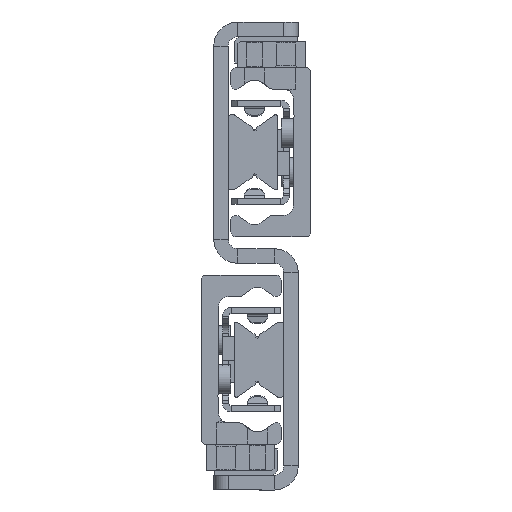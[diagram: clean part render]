
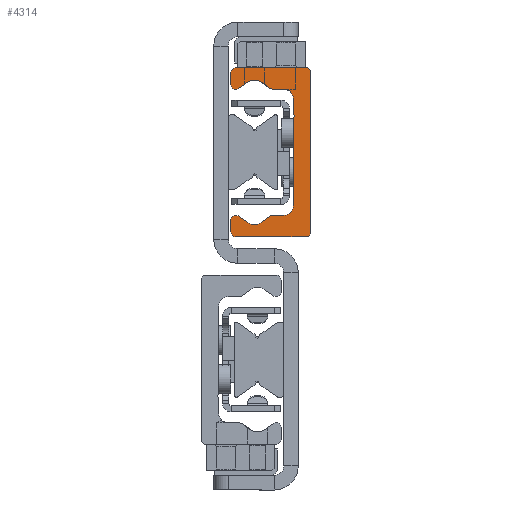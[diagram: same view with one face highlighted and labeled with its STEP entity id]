
A CAD part, left-side view. The second image highlights one B-rep face of the part: STEP entity #4314.
In plain terms, the highlighted planar face has unit normal (-1, 0, 0).
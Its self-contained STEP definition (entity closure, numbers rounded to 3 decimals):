
#3138=CARTESIAN_POINT('',(0.0,4.75,-11.1));
#3139=VERTEX_POINT('',#3138);
#3146=CARTESIAN_POINT('',(0.0,2.75,-13.1));
#3147=VERTEX_POINT('',#3146);
#3148=CARTESIAN_POINT('',(0.0,2.75,-11.1));
#3149=DIRECTION('',(-1.0,0.0,0.0));
#3150=DIRECTION('',(0.0,0.0,1.0));
#3151=AXIS2_PLACEMENT_3D('',#3148,#3149,#3150);
#3152=CIRCLE('',#3151,2.);
#3153=EDGE_CURVE('',#3139,#3147,#3152,.T.);
#3342=CARTESIAN_POINT('',(0.0,-0.14,-13.281));
#3343=VERTEX_POINT('',#3342);
#3350=CARTESIAN_POINT('',(0.0,-1.916,-14.524));
#3351=VERTEX_POINT('',#3350);
#3352=CARTESIAN_POINT('',(0.0,-0.14,-13.281));
#3353=DIRECTION('',(0.0,-0.819,-0.574));
#3354=VECTOR('',#3353,2.168);
#3355=LINE('',#3352,#3354);
#3356=EDGE_CURVE('',#3343,#3351,#3355,.T.);
#3481=CARTESIAN_POINT('',(0.0,8.25,16.85));
#3482=VERTEX_POINT('',#3481);
#3489=CARTESIAN_POINT('',(0.0,7.6,17.5));
#3490=VERTEX_POINT('',#3489);
#3491=CARTESIAN_POINT('',(0.0,7.6,16.85));
#3492=DIRECTION('',(1.0,0.0,0.0));
#3493=DIRECTION('',(0.0,1.0,0.0));
#3494=AXIS2_PLACEMENT_3D('',#3491,#3492,#3493);
#3495=CIRCLE('',#3494,0.65);
#3496=EDGE_CURVE('',#3482,#3490,#3495,.T.);
#3520=CARTESIAN_POINT('',(0.0,8.25,-16.85));
#3521=VERTEX_POINT('',#3520);
#3528=CARTESIAN_POINT('',(0.0,8.25,-16.85));
#3529=DIRECTION('',(0.0,0.0,1.0));
#3530=VECTOR('',#3529,33.7);
#3531=LINE('',#3528,#3530);
#3532=EDGE_CURVE('',#3521,#3482,#3531,.T.);
#3579=CARTESIAN_POINT('',(0.0,7.6,-17.5));
#3580=VERTEX_POINT('',#3579);
#3587=CARTESIAN_POINT('',(0.0,7.6,-16.85));
#3588=DIRECTION('',(1.0,0.0,0.0));
#3589=DIRECTION('',(0.0,0.0,-1.0));
#3590=AXIS2_PLACEMENT_3D('',#3587,#3588,#3589);
#3591=CIRCLE('',#3590,0.65);
#3592=EDGE_CURVE('',#3580,#3521,#3591,.T.);
#3611=CARTESIAN_POINT('',(0.0,-7.25,-17.5));
#3612=VERTEX_POINT('',#3611);
#3619=CARTESIAN_POINT('',(0.0,-7.25,-17.5));
#3620=DIRECTION('',(0.0,1.0,0.0));
#3621=VECTOR('',#3620,14.85);
#3622=LINE('',#3619,#3621);
#3623=EDGE_CURVE('',#3612,#3580,#3622,.T.);
#3655=CARTESIAN_POINT('',(0.0,-8.25,-16.5));
#3656=VERTEX_POINT('',#3655);
#3663=CARTESIAN_POINT('',(0.0,-7.25,-16.5));
#3664=DIRECTION('',(1.0,0.0,0.0));
#3665=DIRECTION('',(0.0,-1.0,0.0));
#3666=AXIS2_PLACEMENT_3D('',#3663,#3664,#3665);
#3667=CIRCLE('',#3666,1.);
#3668=EDGE_CURVE('',#3656,#3612,#3667,.T.);
#3687=CARTESIAN_POINT('',(0.0,-8.25,-13.98));
#3688=VERTEX_POINT('',#3687);
#3695=CARTESIAN_POINT('',(0.0,-8.25,-13.98));
#3696=DIRECTION('',(0.0,0.0,-1.0));
#3697=VECTOR('',#3696,2.52);
#3698=LINE('',#3695,#3697);
#3699=EDGE_CURVE('',#3688,#3656,#3698,.T.);
#3719=CARTESIAN_POINT('',(0.0,-6.708,-13.177));
#3720=VERTEX_POINT('',#3719);
#3727=CARTESIAN_POINT('',(0.0,-7.27,-13.98));
#3728=DIRECTION('',(1.0,0.0,0.0));
#3729=DIRECTION('',(0.0,0.574,0.819));
#3730=AXIS2_PLACEMENT_3D('',#3727,#3728,#3729);
#3731=CIRCLE('',#3730,0.98);
#3732=EDGE_CURVE('',#3720,#3688,#3731,.T.);
#3744=CARTESIAN_POINT('',(0.0,-4.784,-14.524));
#3745=VERTEX_POINT('',#3744);
#3752=CARTESIAN_POINT('',(0.0,-4.784,-14.524));
#3753=DIRECTION('',(0.0,-0.819,0.574));
#3754=VECTOR('',#3753,2.349);
#3755=LINE('',#3752,#3754);
#3756=EDGE_CURVE('',#3745,#3720,#3755,.T.);
#3778=CARTESIAN_POINT('',(0.0,-3.35,-12.477));
#3779=DIRECTION('',(-1.0,0.0,0.0));
#3780=DIRECTION('',(0.0,0.574,0.819));
#3781=AXIS2_PLACEMENT_3D('',#3778,#3779,#3780);
#3782=CIRCLE('',#3781,2.5);
#3783=EDGE_CURVE('',#3351,#3745,#3782,.T.);
#3803=CARTESIAN_POINT('',(0.0,0.433,-13.1));
#3804=VERTEX_POINT('',#3803);
#3811=CARTESIAN_POINT('',(0.0,0.433,-14.1));
#3812=DIRECTION('',(1.0,0.0,0.0));
#3813=DIRECTION('',(0.0,0.0,1.0));
#3814=AXIS2_PLACEMENT_3D('',#3811,#3812,#3813);
#3815=CIRCLE('',#3814,1.);
#3816=EDGE_CURVE('',#3804,#3343,#3815,.T.);
#3831=CARTESIAN_POINT('',(0.0,2.75,-13.1));
#3832=DIRECTION('',(0.0,-1.0,0.0));
#3833=VECTOR('',#3832,2.317);
#3834=LINE('',#3831,#3833);
#3835=EDGE_CURVE('',#3147,#3804,#3834,.T.);
#3861=CARTESIAN_POINT('',(0.0,4.75,-7.75));
#3862=VERTEX_POINT('',#3861);
#3869=CARTESIAN_POINT('',(0.0,4.75,-7.75));
#3870=DIRECTION('',(0.0,0.0,-1.0));
#3871=VECTOR('',#3870,3.35);
#3872=LINE('',#3869,#3871);
#3873=EDGE_CURVE('',#3862,#3139,#3872,.T.);
#3893=CARTESIAN_POINT('',(0.0,4.75,-7.25));
#3894=VERTEX_POINT('',#3893);
#3901=CARTESIAN_POINT('',(0.0,4.75,-7.5));
#3902=DIRECTION('',(-1.0,0.0,0.0));
#3903=DIRECTION('',(0.0,0.0,1.0));
#3904=AXIS2_PLACEMENT_3D('',#3901,#3902,#3903);
#3905=CIRCLE('',#3904,0.25);
#3906=EDGE_CURVE('',#3894,#3862,#3905,.T.);
#3925=CARTESIAN_POINT('',(0.0,4.75,11.1));
#3926=VERTEX_POINT('',#3925);
#3933=CARTESIAN_POINT('',(0.0,4.75,11.1));
#3934=DIRECTION('',(0.0,0.0,-1.0));
#3935=VECTOR('',#3934,18.35);
#3936=LINE('',#3933,#3935);
#3937=EDGE_CURVE('',#3926,#3894,#3936,.T.);
#3984=CARTESIAN_POINT('',(0.0,2.75,13.1));
#3985=VERTEX_POINT('',#3984);
#3992=CARTESIAN_POINT('',(0.0,2.75,11.1));
#3993=DIRECTION('',(-1.0,0.0,0.0));
#3994=DIRECTION('',(0.0,-1.0,0.0));
#3995=AXIS2_PLACEMENT_3D('',#3992,#3993,#3994);
#3996=CIRCLE('',#3995,2.);
#3997=EDGE_CURVE('',#3985,#3926,#3996,.T.);
#4016=CARTESIAN_POINT('',(0.0,0.433,13.1));
#4017=VERTEX_POINT('',#4016);
#4024=CARTESIAN_POINT('',(0.0,0.433,13.1));
#4025=DIRECTION('',(0.0,1.0,0.0));
#4026=VECTOR('',#4025,2.317);
#4027=LINE('',#4024,#4026);
#4028=EDGE_CURVE('',#4017,#3985,#4027,.T.);
#4048=CARTESIAN_POINT('',(0.0,-0.14,13.281));
#4049=VERTEX_POINT('',#4048);
#4056=CARTESIAN_POINT('',(0.0,0.433,14.1));
#4057=DIRECTION('',(1.0,0.0,0.0));
#4058=DIRECTION('',(0.0,-0.574,-0.819));
#4059=AXIS2_PLACEMENT_3D('',#4056,#4057,#4058);
#4060=CIRCLE('',#4059,1.);
#4061=EDGE_CURVE('',#4049,#4017,#4060,.T.);
#4080=CARTESIAN_POINT('',(0.0,-1.916,14.524));
#4081=VERTEX_POINT('',#4080);
#4088=CARTESIAN_POINT('',(0.0,-1.916,14.524));
#4089=DIRECTION('',(0.0,0.819,-0.574));
#4090=VECTOR('',#4089,2.168);
#4091=LINE('',#4088,#4090);
#4092=EDGE_CURVE('',#4081,#4049,#4091,.T.);
#4112=CARTESIAN_POINT('',(0.0,-4.784,14.524));
#4113=VERTEX_POINT('',#4112);
#4120=CARTESIAN_POINT('',(0.0,-3.35,12.477));
#4121=DIRECTION('',(-1.0,0.0,0.0));
#4122=DIRECTION('',(0.0,-0.574,-0.819));
#4123=AXIS2_PLACEMENT_3D('',#4120,#4121,#4122);
#4124=CIRCLE('',#4123,2.5);
#4125=EDGE_CURVE('',#4113,#4081,#4124,.T.);
#4144=CARTESIAN_POINT('',(0.0,-6.708,13.177));
#4145=VERTEX_POINT('',#4144);
#4152=CARTESIAN_POINT('',(0.0,-6.708,13.177));
#4153=DIRECTION('',(0.0,0.819,0.574));
#4154=VECTOR('',#4153,2.349);
#4155=LINE('',#4152,#4154);
#4156=EDGE_CURVE('',#4145,#4113,#4155,.T.);
#4176=CARTESIAN_POINT('',(0.0,-8.25,13.98));
#4177=VERTEX_POINT('',#4176);
#4184=CARTESIAN_POINT('',(0.0,-7.27,13.98));
#4185=DIRECTION('',(1.0,0.0,0.0));
#4186=DIRECTION('',(0.0,-1.0,0.0));
#4187=AXIS2_PLACEMENT_3D('',#4184,#4185,#4186);
#4188=CIRCLE('',#4187,0.98);
#4189=EDGE_CURVE('',#4177,#4145,#4188,.T.);
#4208=CARTESIAN_POINT('',(0.0,-8.25,16.5));
#4209=VERTEX_POINT('',#4208);
#4216=CARTESIAN_POINT('',(0.0,-8.25,16.5));
#4217=DIRECTION('',(0.0,0.0,-1.0));
#4218=VECTOR('',#4217,2.52);
#4219=LINE('',#4216,#4218);
#4220=EDGE_CURVE('',#4209,#4177,#4219,.T.);
#4240=CARTESIAN_POINT('',(0.0,-7.25,17.5));
#4241=VERTEX_POINT('',#4240);
#4248=CARTESIAN_POINT('',(0.0,-7.25,16.5));
#4249=DIRECTION('',(1.0,0.0,0.0));
#4250=DIRECTION('',(0.0,0.0,1.0));
#4251=AXIS2_PLACEMENT_3D('',#4248,#4249,#4250);
#4252=CIRCLE('',#4251,1.);
#4253=EDGE_CURVE('',#4241,#4209,#4252,.T.);
#4271=CARTESIAN_POINT('',(0.0,7.6,17.5));
#4272=DIRECTION('',(0.0,-1.0,0.0));
#4273=VECTOR('',#4272,14.85);
#4274=LINE('',#4271,#4273);
#4275=EDGE_CURVE('',#3490,#4241,#4274,.T.);
#4281=CARTESIAN_POINT('',(0.0,2.258,-0.017));
#4282=DIRECTION('',(1.0,0.0,0.0));
#4283=DIRECTION('',(0.0,0.0,-1.0));
#4284=AXIS2_PLACEMENT_3D('',#4281,#4282,#4283);
#4285=PLANE('',#4284);
#4286=ORIENTED_EDGE('',*,*,#4275,.F.);
#4287=ORIENTED_EDGE('',*,*,#3496,.F.);
#4288=ORIENTED_EDGE('',*,*,#3532,.F.);
#4289=ORIENTED_EDGE('',*,*,#3592,.F.);
#4290=ORIENTED_EDGE('',*,*,#3623,.F.);
#4291=ORIENTED_EDGE('',*,*,#3668,.F.);
#4292=ORIENTED_EDGE('',*,*,#3699,.F.);
#4293=ORIENTED_EDGE('',*,*,#3732,.F.);
#4294=ORIENTED_EDGE('',*,*,#3756,.F.);
#4295=ORIENTED_EDGE('',*,*,#3783,.F.);
#4296=ORIENTED_EDGE('',*,*,#3356,.F.);
#4297=ORIENTED_EDGE('',*,*,#3816,.F.);
#4298=ORIENTED_EDGE('',*,*,#3835,.F.);
#4299=ORIENTED_EDGE('',*,*,#3153,.F.);
#4300=ORIENTED_EDGE('',*,*,#3873,.F.);
#4301=ORIENTED_EDGE('',*,*,#3906,.F.);
#4302=ORIENTED_EDGE('',*,*,#3937,.F.);
#4303=ORIENTED_EDGE('',*,*,#3997,.F.);
#4304=ORIENTED_EDGE('',*,*,#4028,.F.);
#4305=ORIENTED_EDGE('',*,*,#4061,.F.);
#4306=ORIENTED_EDGE('',*,*,#4092,.F.);
#4307=ORIENTED_EDGE('',*,*,#4125,.F.);
#4308=ORIENTED_EDGE('',*,*,#4156,.F.);
#4309=ORIENTED_EDGE('',*,*,#4189,.F.);
#4310=ORIENTED_EDGE('',*,*,#4220,.F.);
#4311=ORIENTED_EDGE('',*,*,#4253,.F.);
#4312=EDGE_LOOP('',(#4286,#4287,#4288,#4289,#4290,#4291,#4292,#4293,#4294,#4295,#4296,#4297,#4298,#4299,#4300,#4301,#4302,#4303,#4304,#4305,#4306,#4307,#4308,#4309,#4310,#4311));
#4313=FACE_OUTER_BOUND('',#4312,.T.);
#4314=ADVANCED_FACE('',(#4313),#4285,.F.);
